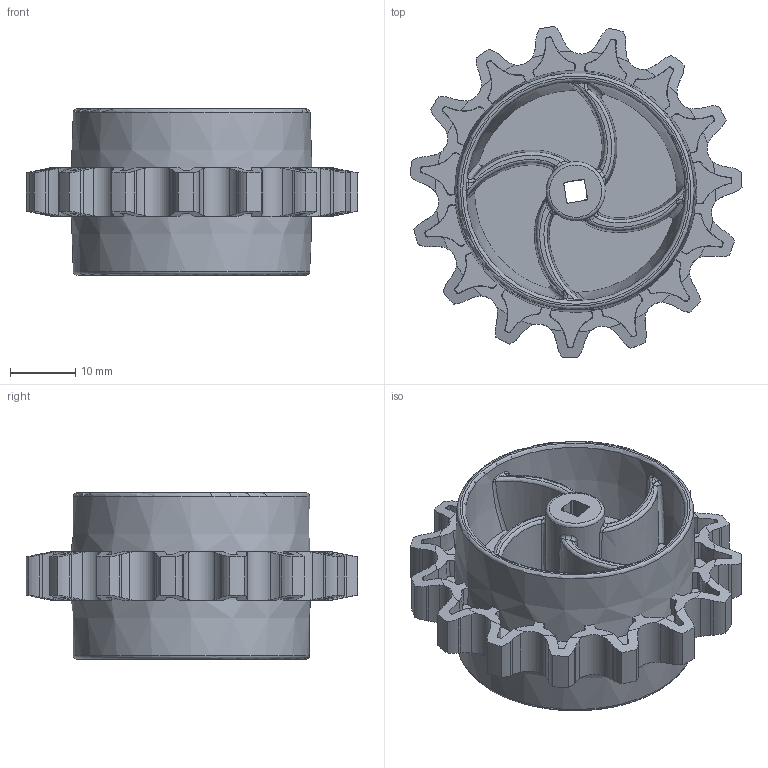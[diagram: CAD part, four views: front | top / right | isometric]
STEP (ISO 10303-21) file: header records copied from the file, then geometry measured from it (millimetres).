
FILE_DESCRIPTION(/* description */ (''),/* implementation_level */ '2;1');
FILE_NAME(/* name */ 'High Strength 15-Tooth Sprocket (Tank Tread Drive (or Idler) Wheel).ipt.step',/* time_stamp */ '2020-04-16T22:55:53-04:00',/* author */ ('Jordan'),/* organization */ (''),/* preprocessor_version */ 'ST-DEVELOPER v17',/* originating_system */ 'Autodesk Inventor 2019',/* authorisation */ '');
FILE_SCHEMA (('AUTOMOTIVE_DESIGN { 1 0 10303 214 3 1 1 }'));
Length unit declared in the file: inch
Products named in the file (1): High Strength 15-Tooth Sprocket (Tank Tread Drive (or Idler) Wheel)
Bounding box: 50.77 x 50.68 x 25.4 mm (x, y, z)
Volume: 12920.6 mm3; surface area: 13396.8 mm2
Topology: 1 solids, 1 shells, 784 faces, 2285 edges, 1505 vertices
Faces by surface type: bspline 254, plane 222, cone 182, cylinder 112, torus 14
Full cylindrical faces by diameter (mm): 9 x2
Entity records: 42555 total; most frequent: CARTESIAN_POINT 23474, ORIENTED_EDGE 4570, DIRECTION 3478, EDGE_CURVE 2285, VERTEX_POINT 1505, AXIS2_PLACEMENT_3D 1469, CIRCLE 928, B_SPLINE_CURVE_WITH_KNOTS 805
